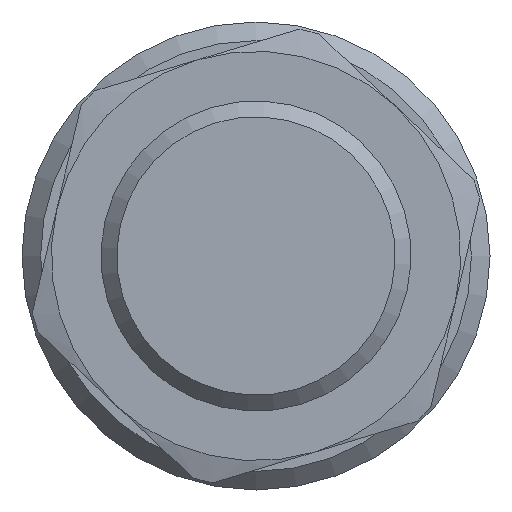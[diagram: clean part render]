
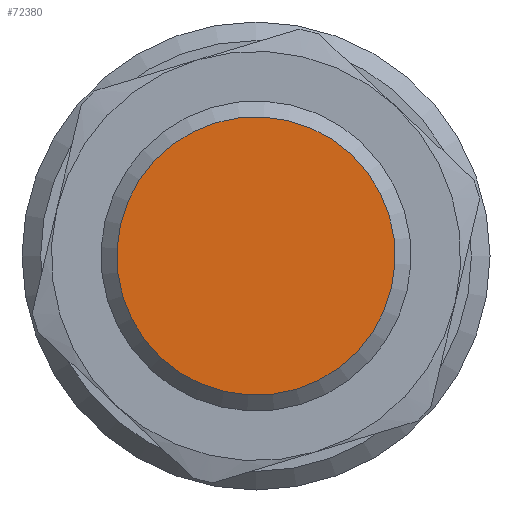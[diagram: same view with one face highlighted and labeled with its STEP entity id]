
A CAD part, left-side view. The second image highlights one B-rep face of the part: STEP entity #72380.
In plain terms, the highlighted planar face has unit normal (-1, 0, 0).
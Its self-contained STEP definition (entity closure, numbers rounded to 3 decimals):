
#72364=CARTESIAN_POINT('',(-23.1,5.459,5.129));
#72365=DIRECTION('',(-1.0,0.0,0.0));
#72366=DIRECTION('',(0.0,-0.685,0.729));
#72367=AXIS2_PLACEMENT_3D('',#72364,#72365,#72366);
#72368=PLANE('',#72367);
#72369=CARTESIAN_POINT('',(-23.1,5.452,5.123));
#72370=VERTEX_POINT('',#72369);
#72371=CARTESIAN_POINT('',(-23.1,0.,0.));
#72372=DIRECTION('',(1.0,0.,0.));
#72373=DIRECTION('',(0.,-0.729,-0.685));
#72374=AXIS2_PLACEMENT_3D('',#72371,#72372,#72373);
#72375=CIRCLE('',#72374,7.481);
#72376=EDGE_CURVE('',#72370,#72370,#72375,.T.);
#72377=ORIENTED_EDGE('',*,*,#72376,.F.);
#72378=EDGE_LOOP('',(#72377));
#72379=FACE_OUTER_BOUND('',#72378,.T.);
#72380=ADVANCED_FACE('',(#72379),#72368,.T.);
